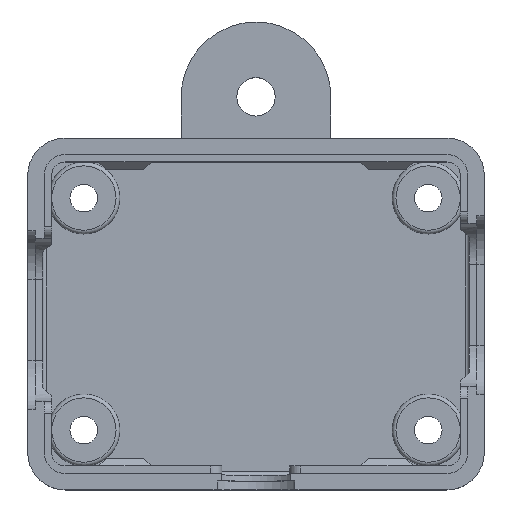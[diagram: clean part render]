
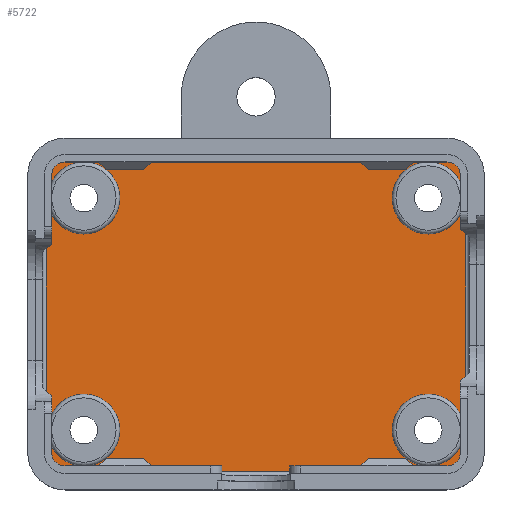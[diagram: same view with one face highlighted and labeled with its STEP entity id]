
A CAD part, top view. The second image highlights one B-rep face of the part: STEP entity #5722.
In plain terms, the highlighted face is planar.
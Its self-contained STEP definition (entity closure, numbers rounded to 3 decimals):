
#321=FACE_BOUND('',#1120,.T.);
#322=FACE_BOUND('',#1121,.T.);
#323=FACE_BOUND('',#1122,.T.);
#324=FACE_BOUND('',#1123,.T.);
#479=PLANE('',#6126);
#787=FACE_OUTER_BOUND('',#1119,.T.);
#1119=EDGE_LOOP('',(#5314,#5315,#5316,#5317,#5318,#5319,#5320,#5321));
#1120=EDGE_LOOP('',(#5322));
#1121=EDGE_LOOP('',(#5323));
#1122=EDGE_LOOP('',(#5324));
#1123=EDGE_LOOP('',(#5325));
#1150=LINE('',#7504,#1642);
#1621=LINE('',#10652,#2113);
#1622=LINE('',#10656,#2114);
#1623=LINE('',#10659,#2115);
#1642=VECTOR('',#6203,10.);
#2113=VECTOR('',#7406,10.);
#2114=VECTOR('',#7409,10.);
#2115=VECTOR('',#7412,10.);
#2167=CIRCLE('',#5858,4.8);
#2173=CIRCLE('',#5867,4.8);
#2179=CIRCLE('',#5876,4.8);
#2185=CIRCLE('',#5885,4.8);
#2275=CIRCLE('',#6127,2.5);
#2276=CIRCLE('',#6128,2.5);
#2277=CIRCLE('',#6129,2.5);
#2278=CIRCLE('',#6130,2.5);
#2306=VERTEX_POINT('',#7502);
#2307=VERTEX_POINT('',#7503);
#2398=VERTEX_POINT('',#7789);
#2403=VERTEX_POINT('',#7804);
#2408=VERTEX_POINT('',#7819);
#2413=VERTEX_POINT('',#7834);
#2820=VERTEX_POINT('',#10647);
#2821=VERTEX_POINT('',#10649);
#2822=VERTEX_POINT('',#10651);
#2823=VERTEX_POINT('',#10653);
#2824=VERTEX_POINT('',#10655);
#2825=VERTEX_POINT('',#10657);
#2852=EDGE_CURVE('',#2306,#2307,#1150,.T.);
#2996=EDGE_CURVE('',#2398,#2398,#2167,.T.);
#3003=EDGE_CURVE('',#2403,#2403,#2173,.T.);
#3010=EDGE_CURVE('',#2408,#2408,#2179,.T.);
#3017=EDGE_CURVE('',#2413,#2413,#2185,.T.);
#3656=EDGE_CURVE('',#2820,#2306,#2275,.T.);
#3657=EDGE_CURVE('',#2307,#2821,#2276,.T.);
#3658=EDGE_CURVE('',#2821,#2822,#1621,.T.);
#3659=EDGE_CURVE('',#2822,#2823,#2277,.T.);
#3660=EDGE_CURVE('',#2823,#2824,#1622,.T.);
#3661=EDGE_CURVE('',#2824,#2825,#2278,.T.);
#3662=EDGE_CURVE('',#2825,#2820,#1623,.T.);
#5314=ORIENTED_EDGE('',*,*,#3656,.T.);
#5315=ORIENTED_EDGE('',*,*,#2852,.T.);
#5316=ORIENTED_EDGE('',*,*,#3657,.T.);
#5317=ORIENTED_EDGE('',*,*,#3658,.T.);
#5318=ORIENTED_EDGE('',*,*,#3659,.T.);
#5319=ORIENTED_EDGE('',*,*,#3660,.T.);
#5320=ORIENTED_EDGE('',*,*,#3661,.T.);
#5321=ORIENTED_EDGE('',*,*,#3662,.T.);
#5322=ORIENTED_EDGE('',*,*,#3017,.T.);
#5323=ORIENTED_EDGE('',*,*,#3003,.T.);
#5324=ORIENTED_EDGE('',*,*,#3010,.T.);
#5325=ORIENTED_EDGE('',*,*,#2996,.T.);
#5722=ADVANCED_FACE('',(#787,#321,#322,#323,#324),#479,.T.);
#5858=AXIS2_PLACEMENT_3D('',#7791,#6494,#6495);
#5867=AXIS2_PLACEMENT_3D('',#7806,#6513,#6514);
#5876=AXIS2_PLACEMENT_3D('',#7821,#6532,#6533);
#5885=AXIS2_PLACEMENT_3D('',#7836,#6551,#6552);
#6126=AXIS2_PLACEMENT_3D('',#10646,#7400,#7401);
#6127=AXIS2_PLACEMENT_3D('',#10648,#7402,#7403);
#6128=AXIS2_PLACEMENT_3D('',#10650,#7404,#7405);
#6129=AXIS2_PLACEMENT_3D('',#10654,#7407,#7408);
#6130=AXIS2_PLACEMENT_3D('',#10658,#7410,#7411);
#6203=DIRECTION('',(-1.,0.,0.));
#6494=DIRECTION('center_axis',(0.,-1.,0.));
#6495=DIRECTION('ref_axis',(1.,0.,0.));
#6513=DIRECTION('center_axis',(0.,-1.,0.));
#6514=DIRECTION('ref_axis',(1.,0.,0.));
#6532=DIRECTION('center_axis',(0.,-1.,0.));
#6533=DIRECTION('ref_axis',(1.,0.,0.));
#6551=DIRECTION('center_axis',(0.,-1.,0.));
#6552=DIRECTION('ref_axis',(1.,0.,0.));
#7400=DIRECTION('center_axis',(0.,1.,0.));
#7401=DIRECTION('ref_axis',(1.,0.,0.));
#7402=DIRECTION('center_axis',(0.,1.,0.));
#7403=DIRECTION('ref_axis',(0.707,0.,-0.707));
#7404=DIRECTION('center_axis',(0.,1.,0.));
#7405=DIRECTION('ref_axis',(-0.707,0.,-0.707));
#7406=DIRECTION('',(0.,0.,1.));
#7407=DIRECTION('center_axis',(0.,1.,0.));
#7408=DIRECTION('ref_axis',(-0.707,0.,0.707));
#7409=DIRECTION('',(1.,0.,0.));
#7410=DIRECTION('center_axis',(0.,1.,0.));
#7411=DIRECTION('ref_axis',(0.707,0.,0.707));
#7412=DIRECTION('',(0.,0.,-1.));
#7502=CARTESIAN_POINT('',(25.5,2.,-21.));
#7503=CARTESIAN_POINT('',(-25.5,2.,-21.));
#7504=CARTESIAN_POINT('',(15.25,2.,-21.));
#7789=CARTESIAN_POINT('',(-27.8,2.,15.5));
#7791=CARTESIAN_POINT('Origin',(-23.,2.,15.5));
#7804=CARTESIAN_POINT('',(-27.8,2.,-15.5));
#7806=CARTESIAN_POINT('Origin',(-23.,2.,-15.5));
#7819=CARTESIAN_POINT('',(18.2,2.,15.5));
#7821=CARTESIAN_POINT('Origin',(23.,2.,15.5));
#7834=CARTESIAN_POINT('',(18.2,2.,-15.5));
#7836=CARTESIAN_POINT('Origin',(23.,2.,-15.5));
#10646=CARTESIAN_POINT('Origin',(0.,2.,0.));
#10647=CARTESIAN_POINT('',(28.,2.,-18.5));
#10648=CARTESIAN_POINT('Origin',(25.5,2.,-18.5));
#10649=CARTESIAN_POINT('',(-28.,2.,-18.5));
#10650=CARTESIAN_POINT('Origin',(-25.5,2.,-18.5));
#10651=CARTESIAN_POINT('',(-28.,2.,18.5));
#10652=CARTESIAN_POINT('',(-28.,2.,-11.75));
#10653=CARTESIAN_POINT('',(-25.5,2.,21.));
#10654=CARTESIAN_POINT('Origin',(-25.5,2.,18.5));
#10655=CARTESIAN_POINT('',(25.5,2.,21.));
#10656=CARTESIAN_POINT('',(-15.25,2.,21.));
#10657=CARTESIAN_POINT('',(28.,2.,18.5));
#10658=CARTESIAN_POINT('Origin',(25.5,2.,18.5));
#10659=CARTESIAN_POINT('',(28.,2.,11.75));
